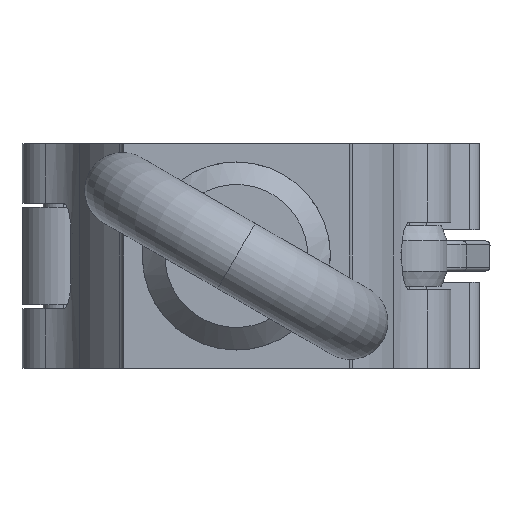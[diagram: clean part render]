
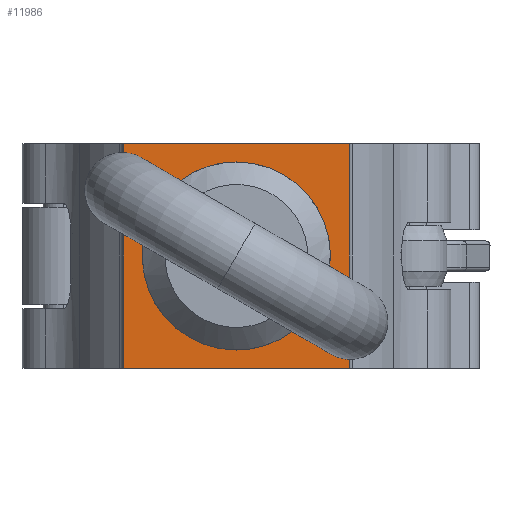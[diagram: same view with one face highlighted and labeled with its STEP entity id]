
A CAD part, front view. The second image highlights one B-rep face of the part: STEP entity #11986.
In plain terms, the highlighted planar face has unit normal (0, -1, 0).
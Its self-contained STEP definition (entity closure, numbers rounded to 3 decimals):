
#110 = DIRECTION ( 'NONE',  ( 0., 0., -1. ) ) ;
#690 = LINE ( 'NONE', #9839, #11753 ) ;
#1322 = DIRECTION ( 'NONE',  ( 0., -1., 0. ) ) ;
#1590 = ORIENTED_EDGE ( 'NONE', *, *, #12047, .T. ) ;
#1795 = LINE ( 'NONE', #11124, #18282 ) ;
#1872 = ORIENTED_EDGE ( 'NONE', *, *, #2091, .F. ) ;
#2091 = EDGE_CURVE ( 'NONE', #14641, #15998, #1795, .T. ) ;
#2654 = CARTESIAN_POINT ( 'NONE',  ( -15., 0., 14.95 ) ) ;
#3448 = LINE ( 'NONE', #2654, #16676 ) ;
#3901 = CARTESIAN_POINT ( 'NONE',  ( 0., 0., -5.25 ) ) ;
#5238 = FACE_BOUND ( 'NONE', #19327, .T. ) ;
#5248 = CARTESIAN_POINT ( 'NONE',  ( 0., 0., 5.25 ) ) ;
#5330 = CARTESIAN_POINT ( 'NONE',  ( -15., 0., 14.95 ) ) ;
#5610 = ORIENTED_EDGE ( 'NONE', *, *, #14324, .F. ) ;
#5729 = EDGE_LOOP ( 'NONE', ( #1590, #1872, #5610, #17565 ) ) ;
#6091 = CIRCLE ( 'NONE', #17082, 5.25 ) ;
#6271 = CIRCLE ( 'NONE', #12630, 5.25 ) ;
#6765 = VECTOR ( 'NONE', #18312, 1000. ) ;
#6953 = DIRECTION ( 'NONE',  ( 0., 0., 1. ) ) ;
#7019 = DIRECTION ( 'NONE',  ( 0., 1., 0. ) ) ;
#8162 = EDGE_CURVE ( 'NONE', #19882, #12682, #6091, .T. ) ;
#8430 = CARTESIAN_POINT ( 'NONE',  ( 0., 0., 0. ) ) ;
#8937 = ORIENTED_EDGE ( 'NONE', *, *, #11395, .F. ) ;
#9839 = CARTESIAN_POINT ( 'NONE',  ( -15., 0., 14.95 ) ) ;
#10037 = DIRECTION ( 'NONE',  ( 0., 0., -1. ) ) ;
#10055 = VERTEX_POINT ( 'NONE', #15246 ) ;
#11083 = CARTESIAN_POINT ( 'NONE',  ( -15., 0., 14.95 ) ) ;
#11124 = CARTESIAN_POINT ( 'NONE',  ( 15., 0., 14.95 ) ) ;
#11395 = EDGE_CURVE ( 'NONE', #12682, #19882, #6271, .T. ) ;
#11685 = DIRECTION ( 'NONE',  ( 0., 0., -1. ) ) ;
#11753 = VECTOR ( 'NONE', #10037, 1000. ) ;
#11986 = ADVANCED_FACE ( 'NONE', ( #5238, #17748 ), #14899, .F. ) ;
#12047 = EDGE_CURVE ( 'NONE', #10055, #15998, #17472, .T. ) ;
#12630 = AXIS2_PLACEMENT_3D ( 'NONE', #8430, #19611, #11685 ) ;
#12682 = VERTEX_POINT ( 'NONE', #3901 ) ;
#13511 = EDGE_CURVE ( 'NONE', #15507, #10055, #690, .T. ) ;
#14324 = EDGE_CURVE ( 'NONE', #15507, #14641, #3448, .T. ) ;
#14641 = VERTEX_POINT ( 'NONE', #15205 ) ;
#14899 = PLANE ( 'NONE',  #16338 ) ;
#15174 = CARTESIAN_POINT ( 'NONE',  ( -15., 0., -14.95 ) ) ;
#15205 = CARTESIAN_POINT ( 'NONE',  ( 15., 0., 14.95 ) ) ;
#15246 = CARTESIAN_POINT ( 'NONE',  ( -15., 0., -14.95 ) ) ;
#15507 = VERTEX_POINT ( 'NONE', #11083 ) ;
#15733 = CARTESIAN_POINT ( 'NONE',  ( 0., 0., 0. ) ) ;
#15998 = VERTEX_POINT ( 'NONE', #17635 ) ;
#16338 = AXIS2_PLACEMENT_3D ( 'NONE', #5330, #7019, #6953 ) ;
#16676 = VECTOR ( 'NONE', #17102, 1000. ) ;
#16705 = ORIENTED_EDGE ( 'NONE', *, *, #8162, .F. ) ;
#17082 = AXIS2_PLACEMENT_3D ( 'NONE', #15733, #1322, #20603 ) ;
#17102 = DIRECTION ( 'NONE',  ( 1., 0., 0. ) ) ;
#17472 = LINE ( 'NONE', #15174, #6765 ) ;
#17565 = ORIENTED_EDGE ( 'NONE', *, *, #13511, .T. ) ;
#17635 = CARTESIAN_POINT ( 'NONE',  ( 15., 0., -14.95 ) ) ;
#17748 = FACE_OUTER_BOUND ( 'NONE', #5729, .T. ) ;
#18282 = VECTOR ( 'NONE', #110, 1000. ) ;
#18312 = DIRECTION ( 'NONE',  ( 1., 0., 0. ) ) ;
#19327 = EDGE_LOOP ( 'NONE', ( #8937, #16705 ) ) ;
#19611 = DIRECTION ( 'NONE',  ( 0., -1., 0. ) ) ;
#19882 = VERTEX_POINT ( 'NONE', #5248 ) ;
#20603 = DIRECTION ( 'NONE',  ( 0., 0., -1. ) ) ;
